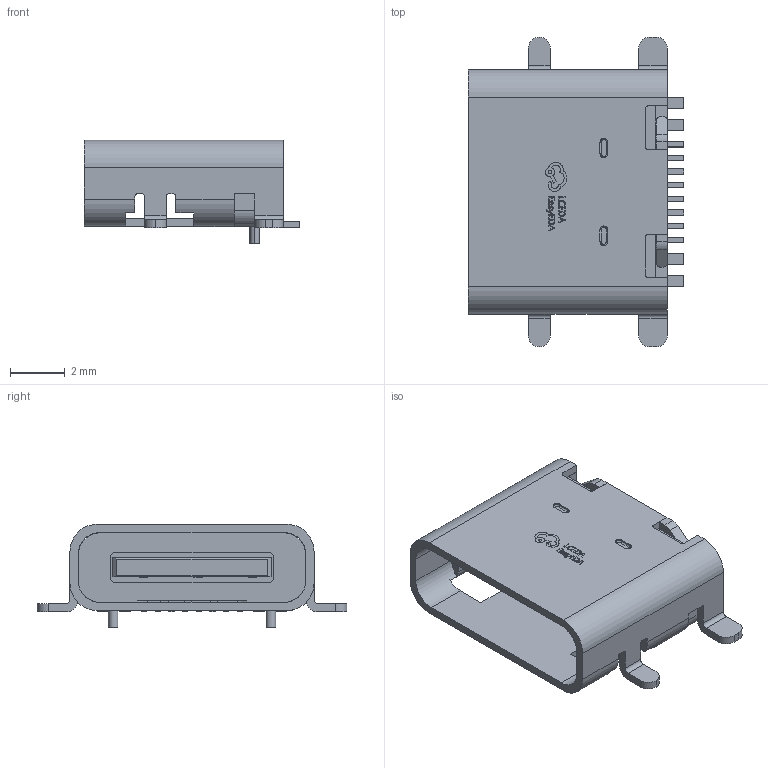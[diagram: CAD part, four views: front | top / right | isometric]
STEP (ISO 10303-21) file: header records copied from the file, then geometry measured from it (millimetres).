
FILE_DESCRIPTION (( 'STEP AP214' ), '1' );
FILE_NAME ('TYPEC_SMD.STEP', '2023-10-14T10:47:36', ( '' ), ( '' ), 'SwSTEP 2.0', 'SolidWorks 2019', '' );
FILE_SCHEMA (( 'AUTOMOTIVE_DESIGN' ));
Length unit declared in the file: millimetre
Products named in the file (4): TYPE-C-SMD_YIYUAN_YTC-TC16-273A1.step; TYPEC_SMD; COMPOUND-3.step; U2.step
Assembly tree (3 placements, depth 4):
  TYPEC_SMD
    U2.step
      TYPE-C-SMD_YIYUAN_YTC-TC16-273A1.step
        COMPOUND-3.step
Bounding box: 7.9 x 11.35 x 3.79 mm (x, y, z)
Volume: 99 mm3; surface area: 484.2 mm2
Topology: 27 solids, 27 shells, 605 faces, 1592 edges, 1057 vertices
Faces by surface type: plane 431, bspline 98, cylinder 70, torus 6
Entity records: 22236 total; most frequent: CARTESIAN_POINT 4568, ORIENTED_EDGE 3184, DIRECTION 2580, EDGE_CURVE 1592, LINE 1234, VECTOR 1234, VERTEX_POINT 1057, AXIS2_PLACEMENT_3D 673
